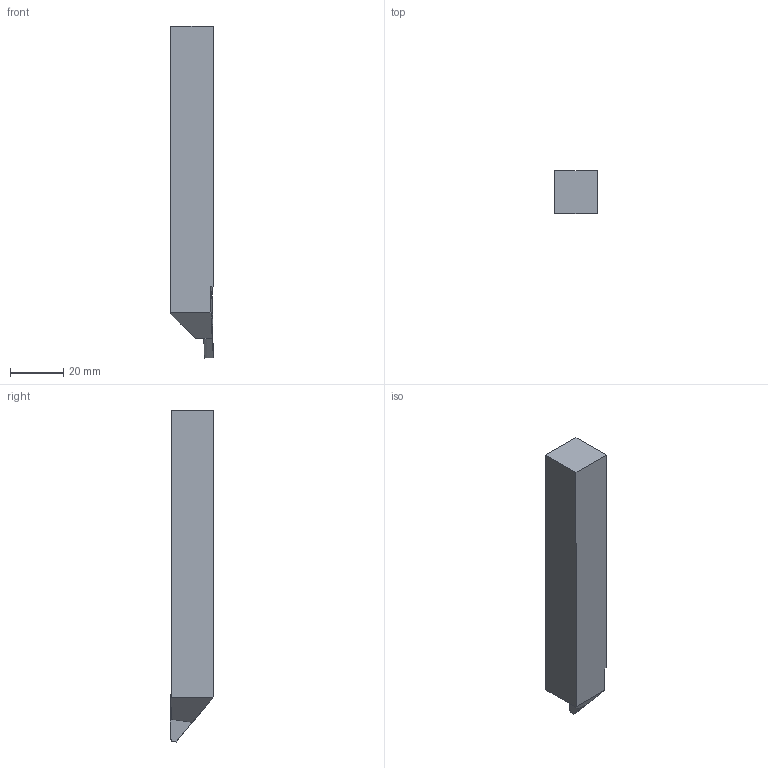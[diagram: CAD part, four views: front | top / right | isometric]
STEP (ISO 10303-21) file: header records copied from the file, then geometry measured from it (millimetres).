
FILE_DESCRIPTION(/* description */ (''),/* implementation_level */ '2;1');
FILE_NAME(/* name */ '1587695014672.stp',/* time_stamp */ '2020-04-24T07:53:58+05:00',/* author */ (''),/* organization */ ('SMS'),/* preprocessor_version */ 'ST-DEVELOPER v16.7',/* originating_system */ 'SIEMENS PLM Software NX 12.0',/* authorisation */ '');
FILE_SCHEMA (('AUTOMOTIVE_DESIGN { 1 0 10303 214 3 1 1 1 }'));
Length unit declared in the file: millimetre
Products named in the file (4): ASSEMBLY_CONSTRUCTION; CUT; 202852675mod000_00; 202852859mod000_00
Assembly tree (3 placements, depth 2):
  202852859mod000_00
    202852675mod000_00
    CUT
    ASSEMBLY_CONSTRUCTION
Bounding box: 16 x 16.24 x 124.76 mm (x, y, z)
Volume: 28935.3 mm3; surface area: 8334.6 mm2
Topology: 2 solids, 2 shells, 43 faces, 116 edges, 86 vertices
Faces by surface type: plane 33, cylinder 8, cone 2
Full cylindrical faces by diameter (mm): 4.9 x2
Entity records: 1488 total; most frequent: CARTESIAN_POINT 259, DIRECTION 227, ORIENTED_EDGE 214, EDGE_CURVE 107, LINE 87, VECTOR 87, VERTEX_POINT 73, AXIS2_PLACEMENT_3D 70
